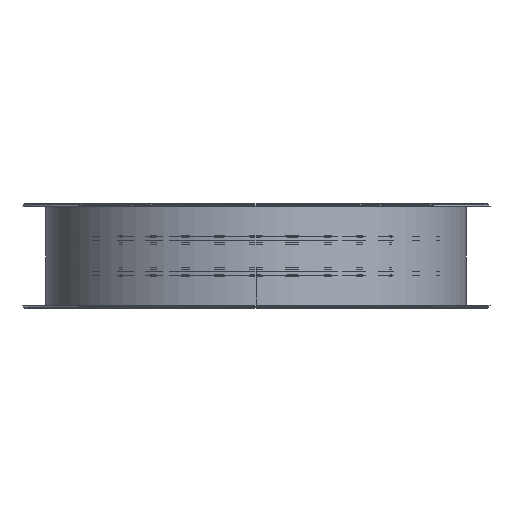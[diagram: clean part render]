
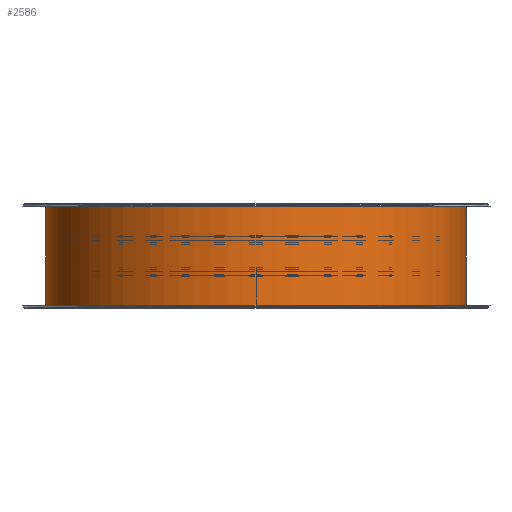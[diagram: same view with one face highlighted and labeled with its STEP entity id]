
A CAD part, front view. The second image highlights one B-rep face of the part: STEP entity #2586.
In plain terms, the highlighted cylindrical face has radius 408.5 mm (diameter 817 mm), a partial arc.
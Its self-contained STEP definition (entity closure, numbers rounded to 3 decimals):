
#82 = CARTESIAN_POINT ( 'NONE',  ( -408.309, -12.5, 0. ) ) ;
#173 = DIRECTION ( 'NONE',  ( 0., 0., -1. ) ) ;
#192 = CARTESIAN_POINT ( 'NONE',  ( 0., 0., 200. ) ) ;
#245 = EDGE_CURVE ( 'NONE', #1344, #1381, #1552, .T. ) ;
#259 = CARTESIAN_POINT ( 'NONE',  ( -408.309, 12.5, 200. ) ) ;
#270 = CARTESIAN_POINT ( 'NONE',  ( -408.309, 12.5, 0. ) ) ;
#389 = DIRECTION ( 'NONE',  ( 0., 0., 1. ) ) ;
#507 = CARTESIAN_POINT ( 'NONE',  ( 0., 0., 0. ) ) ;
#542 = EDGE_CURVE ( 'NONE', #2235, #1344, #1859, .T. ) ;
#613 = CARTESIAN_POINT ( 'NONE',  ( -408.309, -12.5, 200. ) ) ;
#817 = ORIENTED_EDGE ( 'NONE', *, *, #1377, .T. ) ;
#1009 = DIRECTION ( 'NONE',  ( -1., 0., 0. ) ) ;
#1030 = CARTESIAN_POINT ( 'NONE',  ( 0., 0., 200. ) ) ;
#1065 = DIRECTION ( 'NONE',  ( 0., 0., -1. ) ) ;
#1131 = CYLINDRICAL_SURFACE ( 'NONE', #2016, 408.5 ) ;
#1152 = DIRECTION ( 'NONE',  ( 1., 0., 0. ) ) ;
#1333 = CARTESIAN_POINT ( 'NONE',  ( -408.309, 12.5, 200. ) ) ;
#1344 = VERTEX_POINT ( 'NONE', #259 ) ;
#1359 = CIRCLE ( 'NONE', #1751, 408.5 ) ;
#1377 = EDGE_CURVE ( 'NONE', #1798, #1381, #1359, .T. ) ;
#1381 = VERTEX_POINT ( 'NONE', #270 ) ;
#1463 = DIRECTION ( 'NONE',  ( 1., 0., 0. ) ) ;
#1493 = CARTESIAN_POINT ( 'NONE',  ( -408.309, -12.5, 200. ) ) ;
#1552 = LINE ( 'NONE', #1333, #1822 ) ;
#1602 = ORIENTED_EDGE ( 'NONE', *, *, #245, .F. ) ;
#1625 = FACE_OUTER_BOUND ( 'NONE', #2504, .T. ) ;
#1751 = AXIS2_PLACEMENT_3D ( 'NONE', #507, #2413, #1152 ) ;
#1798 = VERTEX_POINT ( 'NONE', #82 ) ;
#1822 = VECTOR ( 'NONE', #1065, 1000. ) ;
#1859 = CIRCLE ( 'NONE', #2723, 408.5 ) ;
#2016 = AXIS2_PLACEMENT_3D ( 'NONE', #1030, #173, #1009 ) ;
#2119 = DIRECTION ( 'NONE',  ( 0., 0., 1. ) ) ;
#2126 = ORIENTED_EDGE ( 'NONE', *, *, #2590, .F. ) ;
#2235 = VERTEX_POINT ( 'NONE', #1493 ) ;
#2307 = ORIENTED_EDGE ( 'NONE', *, *, #542, .F. ) ;
#2413 = DIRECTION ( 'NONE',  ( 0., 0., 1. ) ) ;
#2504 = EDGE_LOOP ( 'NONE', ( #2126, #817, #1602, #2307 ) ) ;
#2555 = VECTOR ( 'NONE', #389, 1000. ) ;
#2586 = ADVANCED_FACE ( 'NONE', ( #1625 ), #1131, .T. ) ;
#2590 = EDGE_CURVE ( 'NONE', #1798, #2235, #2688, .T. ) ;
#2688 = LINE ( 'NONE', #613, #2555 ) ;
#2723 = AXIS2_PLACEMENT_3D ( 'NONE', #192, #2119, #1463 ) ;
